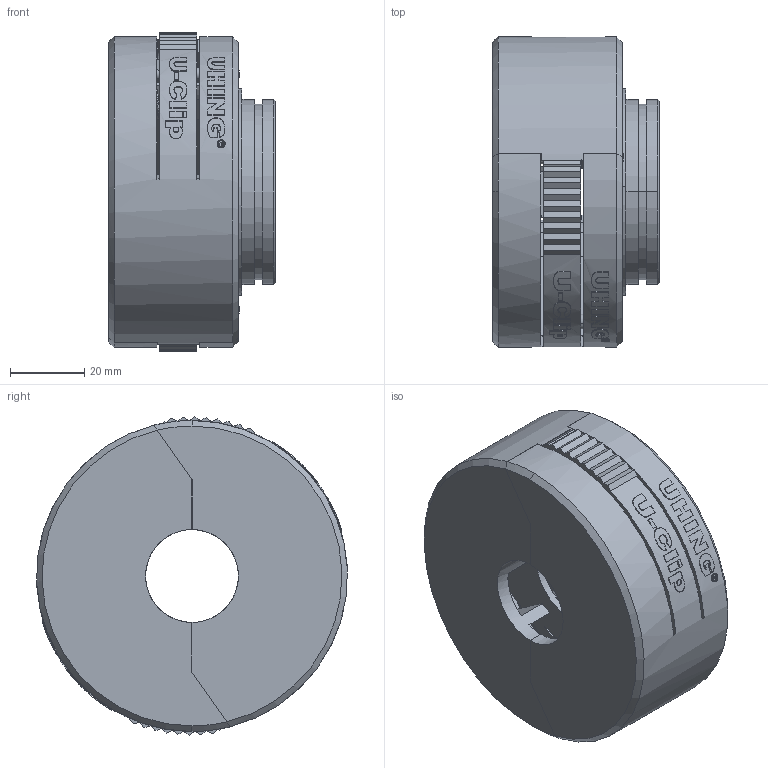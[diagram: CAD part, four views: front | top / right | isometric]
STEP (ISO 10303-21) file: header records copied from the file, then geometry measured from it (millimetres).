
FILE_DESCRIPTION (( 'STEP AP214' ), '1' );
FILE_NAME ('UC25.STEP', '2019-11-07T10:33:00', ( '' ), ( '' ), 'SwSTEP 2.0', 'SolidWorks 2019', '' );
FILE_SCHEMA (( 'AUTOMOTIVE_DESIGN' ));
Length unit declared in the file: millimetre
Products named in the file (1): UC25
Bounding box: 45 x 83.94 x 85.99 mm (x, y, z)
Volume: 91063.1 mm3; surface area: 61671.7 mm2
Topology: 9 solids, 9 shells, 879 faces, 2335 edges, 1530 vertices
Faces by surface type: plane 536, cylinder 173, bspline 122, cone 48
Entity records: 63578 total; most frequent: CARTESIAN_POINT 32597, ORIENTED_EDGE 4670, DIRECTION 3963, EDGE_CURVE 2335, VERTEX_POINT 1530, LINE 1367, VECTOR 1367, AXIS2_PLACEMENT_3D 1298
